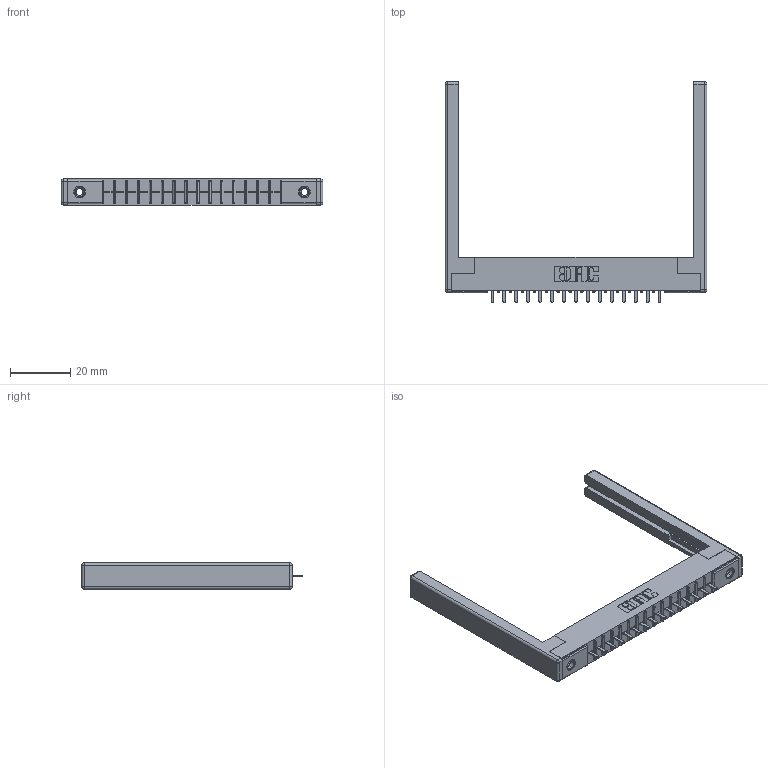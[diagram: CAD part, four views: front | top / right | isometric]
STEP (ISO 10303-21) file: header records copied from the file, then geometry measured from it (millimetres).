
FILE_DESCRIPTION (( 'STEP AP203' ), '1' );
FILE_NAME ('316-015-521-168.STEP', '2018-07-31T00:54:15', ( '' ), ( '' ), 'SwSTEP 2.0', 'SolidWorks 2016', '' );
FILE_SCHEMA (( 'CONFIG_CONTROL_DESIGN' ));
Length unit declared in the file: inch
Products named in the file (5): 306 Part_.156 Dia; 306-290-001_121; 345-250-001_345-250-001-102; 307-220-068; 316-015-521-168
Assembly tree (20 placements, depth 2):
  316-015-521-168
    306 Part_.156 Dia
    306-290-001_121  x15
    345-250-001_345-250-001-102  x2
    307-220-068  x2
Bounding box: 86.87 x 73.18 x 8.71 mm (x, y, z)
Volume: 10443.2 mm3; surface area: 12494.1 mm2
Topology: 20 solids, 20 shells, 1320 faces, 3661 edges, 2338 vertices
Faces by surface type: plane 861, cylinder 375, sphere 68, cone 12, torus 4
Entity records: 20201 total; most frequent: CARTESIAN_POINT 3353, DIRECTION 3322, ORIENTED_EDGE 3312, EDGE_CURVE 1656, VECTOR 1276, LINE 1276, VERTEX_POINT 1054, AXIS2_PLACEMENT_3D 1023
